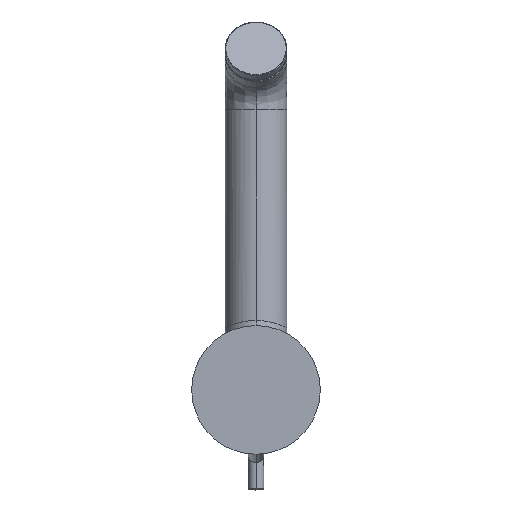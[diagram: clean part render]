
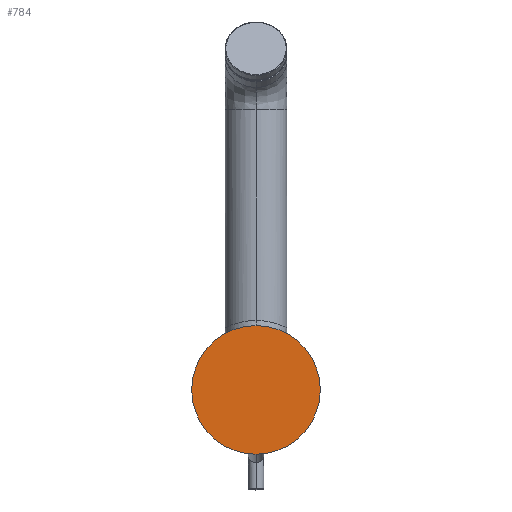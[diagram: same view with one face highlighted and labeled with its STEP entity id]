
A CAD part, front view. The second image highlights one B-rep face of the part: STEP entity #784.
In plain terms, the highlighted planar face has unit normal (0, -1, 0).
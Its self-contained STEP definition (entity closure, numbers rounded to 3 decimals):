
#37 = VERTEX_POINT ( 'NONE', #6477 ) ;
#101 = VERTEX_POINT ( 'NONE', #5193 ) ;
#425 = EDGE_LOOP ( 'NONE', ( #5340, #3413 ) ) ;
#784 = ADVANCED_FACE ( 'NONE', ( #5180 ), #6537, .F. ) ;
#1412 = DIRECTION ( 'NONE',  ( 1., 0., 0. ) ) ;
#1656 = CARTESIAN_POINT ( 'NONE',  ( 0., -5., 0. ) ) ;
#2063 = AXIS2_PLACEMENT_3D ( 'NONE', #8193, #3072, #2462 ) ;
#2119 = DIRECTION ( 'NONE',  ( -1., 0., 0. ) ) ;
#2462 = DIRECTION ( 'NONE',  ( -1., 0., 0. ) ) ;
#2523 = AXIS2_PLACEMENT_3D ( 'NONE', #1656, #4015, #2119 ) ;
#3072 = DIRECTION ( 'NONE',  ( 0., 1., 0. ) ) ;
#3373 = CARTESIAN_POINT ( 'NONE',  ( 25., -5., 0. ) ) ;
#3413 = ORIENTED_EDGE ( 'NONE', *, *, #6895, .F. ) ;
#4015 = DIRECTION ( 'NONE',  ( 0., 1., 0. ) ) ;
#4509 = AXIS2_PLACEMENT_3D ( 'NONE', #3373, #4603, #1412 ) ;
#4603 = DIRECTION ( 'NONE',  ( 0., 1., 0. ) ) ;
#5180 = FACE_OUTER_BOUND ( 'NONE', #425, .T. ) ;
#5193 = CARTESIAN_POINT ( 'NONE',  ( 25., -5., 0. ) ) ;
#5340 = ORIENTED_EDGE ( 'NONE', *, *, #6411, .F. ) ;
#6327 = CIRCLE ( 'NONE', #2063, 25. ) ;
#6411 = EDGE_CURVE ( 'NONE', #37, #101, #7940, .T. ) ;
#6477 = CARTESIAN_POINT ( 'NONE',  ( -25., -5., 0. ) ) ;
#6537 = PLANE ( 'NONE',  #4509 ) ;
#6895 = EDGE_CURVE ( 'NONE', #101, #37, #6327, .T. ) ;
#7940 = CIRCLE ( 'NONE', #2523, 25. ) ;
#8193 = CARTESIAN_POINT ( 'NONE',  ( 0., -5., 0. ) ) ;
